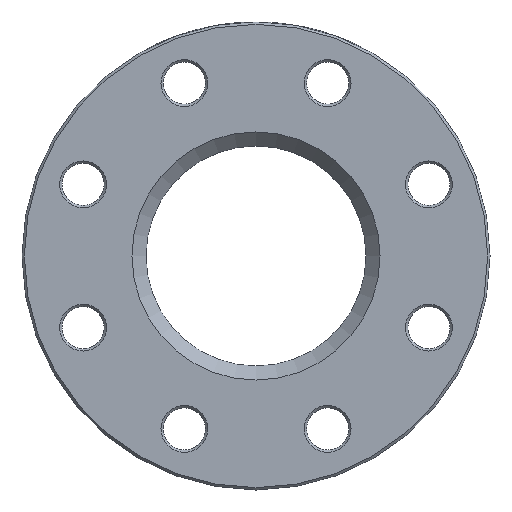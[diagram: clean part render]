
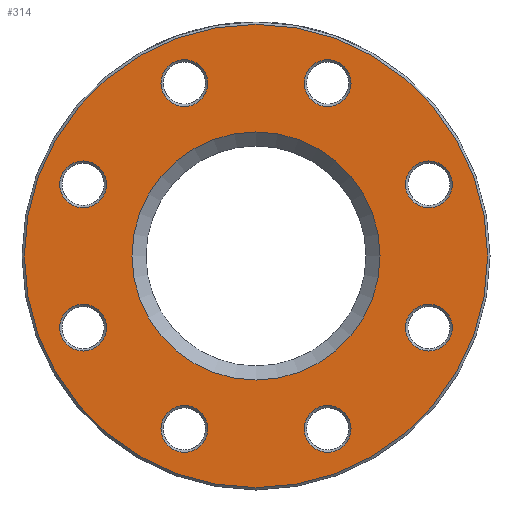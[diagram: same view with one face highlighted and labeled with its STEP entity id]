
A CAD part, left-side view. The second image highlights one B-rep face of the part: STEP entity #314.
In plain terms, the highlighted planar face has unit normal (-1, 0, 0).
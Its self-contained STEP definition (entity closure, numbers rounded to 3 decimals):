
#3 = FACE_BOUND ( 'NONE', #3464, .T. ) ;
#25 = VERTEX_POINT ( 'NONE', #4366 ) ;
#101 = PLANE ( 'NONE',  #5276 ) ;
#123 = CARTESIAN_POINT ( 'NONE',  ( 0., 73.91, 30.615 ) ) ;
#171 = AXIS2_PLACEMENT_3D ( 'NONE', #4624, #1205, #4203 ) ;
#223 = DIRECTION ( 'NONE',  ( 0., 0., -1. ) ) ;
#314 = ADVANCED_FACE ( 'NONE', ( #1466, #5838, #2421, #4348, #3393, #1946, #3, #5805, #2923, #1593 ), #101, .F. ) ;
#327 = AXIS2_PLACEMENT_3D ( 'NONE', #6016, #1679, #223 ) ;
#409 = DIRECTION ( 'NONE',  ( 0., 0., -1. ) ) ;
#477 = CARTESIAN_POINT ( 'NONE',  ( 0., 30.615, -83.91 ) ) ;
#509 = EDGE_CURVE ( 'NONE', #1806, #1806, #3972, .T. ) ;
#523 = EDGE_LOOP ( 'NONE', ( #5438 ) ) ;
#536 = CARTESIAN_POINT ( 'NONE',  ( 0., 30.615, 73.91 ) ) ;
#575 = VERTEX_POINT ( 'NONE', #477 ) ;
#627 = EDGE_LOOP ( 'NONE', ( #5089 ) ) ;
#630 = CIRCLE ( 'NONE', #4976, 10. ) ;
#632 = EDGE_CURVE ( 'NONE', #3730, #3730, #3868, .T. ) ;
#635 = DIRECTION ( 'NONE',  ( 1., 0., 0. ) ) ;
#723 = ORIENTED_EDGE ( 'NONE', *, *, #6073, .T. ) ;
#737 = CIRCLE ( 'NONE', #327, 53. ) ;
#826 = CARTESIAN_POINT ( 'NONE',  ( 0., 0., 0. ) ) ;
#904 = DIRECTION ( 'NONE',  ( 0., 0., -1. ) ) ;
#948 = VERTEX_POINT ( 'NONE', #3959 ) ;
#963 = CIRCLE ( 'NONE', #1780, 10. ) ;
#1042 = VERTEX_POINT ( 'NONE', #1999 ) ;
#1047 = CARTESIAN_POINT ( 'NONE',  ( 0., 47., 0. ) ) ;
#1090 = EDGE_CURVE ( 'NONE', #2343, #2343, #4374, .T. ) ;
#1094 = ORIENTED_EDGE ( 'NONE', *, *, #2330, .T. ) ;
#1205 = DIRECTION ( 'NONE',  ( 1., 0., 0. ) ) ;
#1310 = CARTESIAN_POINT ( 'NONE',  ( 0., 73.91, -30.615 ) ) ;
#1466 = FACE_BOUND ( 'NONE', #4229, .T. ) ;
#1593 = FACE_BOUND ( 'NONE', #2460, .T. ) ;
#1679 = DIRECTION ( 'NONE',  ( 1., 0., 0. ) ) ;
#1761 = DIRECTION ( 'NONE',  ( 0., 0., -1. ) ) ;
#1780 = AXIS2_PLACEMENT_3D ( 'NONE', #4968, #635, #2567 ) ;
#1806 = VERTEX_POINT ( 'NONE', #4151 ) ;
#1897 = VERTEX_POINT ( 'NONE', #5757 ) ;
#1928 = CARTESIAN_POINT ( 'NONE',  ( 0., 73.91, 20.615 ) ) ;
#1946 = FACE_BOUND ( 'NONE', #3156, .T. ) ;
#1999 = CARTESIAN_POINT ( 'NONE',  ( 0., 0., -99. ) ) ;
#2025 = CIRCLE ( 'NONE', #5754, 10. ) ;
#2128 = DIRECTION ( 'NONE',  ( 1., 0., 0. ) ) ;
#2179 = ORIENTED_EDGE ( 'NONE', *, *, #632, .T. ) ;
#2330 = EDGE_CURVE ( 'NONE', #25, #25, #737, .T. ) ;
#2343 = VERTEX_POINT ( 'NONE', #6202 ) ;
#2355 = AXIS2_PLACEMENT_3D ( 'NONE', #5870, #4891, #3425 ) ;
#2377 = CARTESIAN_POINT ( 'NONE',  ( 0., -30.615, -83.91 ) ) ;
#2399 = EDGE_CURVE ( 'NONE', #1042, #1042, #5086, .T. ) ;
#2421 = FACE_BOUND ( 'NONE', #2501, .T. ) ;
#2460 = EDGE_LOOP ( 'NONE', ( #723 ) ) ;
#2501 = EDGE_LOOP ( 'NONE', ( #4228 ) ) ;
#2567 = DIRECTION ( 'NONE',  ( 0., 0., -1. ) ) ;
#2591 = EDGE_LOOP ( 'NONE', ( #4455 ) ) ;
#2662 = AXIS2_PLACEMENT_3D ( 'NONE', #536, #4837, #409 ) ;
#2782 = EDGE_CURVE ( 'NONE', #575, #575, #3385, .T. ) ;
#2866 = EDGE_CURVE ( 'NONE', #5285, #5285, #963, .T. ) ;
#2923 = FACE_BOUND ( 'NONE', #627, .T. ) ;
#3017 = DIRECTION ( 'NONE',  ( 1., 0., 0. ) ) ;
#3096 = EDGE_LOOP ( 'NONE', ( #3910 ) ) ;
#3156 = EDGE_LOOP ( 'NONE', ( #3608 ) ) ;
#3385 = CIRCLE ( 'NONE', #171, 10. ) ;
#3393 = FACE_BOUND ( 'NONE', #523, .T. ) ;
#3396 = EDGE_LOOP ( 'NONE', ( #2179 ) ) ;
#3425 = DIRECTION ( 'NONE',  ( 0., 0., -1. ) ) ;
#3459 = AXIS2_PLACEMENT_3D ( 'NONE', #826, #3677, #5576 ) ;
#3464 = EDGE_LOOP ( 'NONE', ( #3662 ) ) ;
#3474 = DIRECTION ( 'NONE',  ( 0., 0., -1. ) ) ;
#3608 = ORIENTED_EDGE ( 'NONE', *, *, #1090, .T. ) ;
#3662 = ORIENTED_EDGE ( 'NONE', *, *, #2866, .T. ) ;
#3677 = DIRECTION ( 'NONE',  ( -1., 0., 0. ) ) ;
#3730 = VERTEX_POINT ( 'NONE', #5660 ) ;
#3868 = CIRCLE ( 'NONE', #4785, 10. ) ;
#3910 = ORIENTED_EDGE ( 'NONE', *, *, #2399, .T. ) ;
#3959 = CARTESIAN_POINT ( 'NONE',  ( 0., 73.91, -40.615 ) ) ;
#3972 = CIRCLE ( 'NONE', #2662, 10. ) ;
#4072 = EDGE_CURVE ( 'NONE', #948, #948, #630, .T. ) ;
#4151 = CARTESIAN_POINT ( 'NONE',  ( 0., 30.615, 63.91 ) ) ;
#4203 = DIRECTION ( 'NONE',  ( 0., 0., -1. ) ) ;
#4228 = ORIENTED_EDGE ( 'NONE', *, *, #509, .T. ) ;
#4229 = EDGE_LOOP ( 'NONE', ( #1094 ) ) ;
#4230 = DIRECTION ( 'NONE',  ( 1., 0., 0. ) ) ;
#4332 = VERTEX_POINT ( 'NONE', #1928 ) ;
#4348 = FACE_BOUND ( 'NONE', #3396, .T. ) ;
#4366 = CARTESIAN_POINT ( 'NONE',  ( 0., 0., -53. ) ) ;
#4374 = CIRCLE ( 'NONE', #2355, 10. ) ;
#4455 = ORIENTED_EDGE ( 'NONE', *, *, #2782, .T. ) ;
#4470 = CIRCLE ( 'NONE', #6176, 10. ) ;
#4554 = DIRECTION ( 'NONE',  ( 0., 0., -1. ) ) ;
#4624 = CARTESIAN_POINT ( 'NONE',  ( 0., 30.615, -73.91 ) ) ;
#4664 = DIRECTION ( 'NONE',  ( 1., 0., 0. ) ) ;
#4785 = AXIS2_PLACEMENT_3D ( 'NONE', #5137, #4664, #4554 ) ;
#4837 = DIRECTION ( 'NONE',  ( 1., 0., 0. ) ) ;
#4891 = DIRECTION ( 'NONE',  ( 1., 0., 0. ) ) ;
#4968 = CARTESIAN_POINT ( 'NONE',  ( 0., -30.615, -73.91 ) ) ;
#4976 = AXIS2_PLACEMENT_3D ( 'NONE', #1310, #4230, #904 ) ;
#5086 = CIRCLE ( 'NONE', #3459, 99. ) ;
#5089 = ORIENTED_EDGE ( 'NONE', *, *, #4072, .T. ) ;
#5112 = CARTESIAN_POINT ( 'NONE',  ( 0., -73.91, 30.615 ) ) ;
#5137 = CARTESIAN_POINT ( 'NONE',  ( 0., -30.615, 73.91 ) ) ;
#5185 = EDGE_CURVE ( 'NONE', #1897, #1897, #2025, .T. ) ;
#5276 = AXIS2_PLACEMENT_3D ( 'NONE', #1047, #3017, #5454 ) ;
#5285 = VERTEX_POINT ( 'NONE', #2377 ) ;
#5438 = ORIENTED_EDGE ( 'NONE', *, *, #5185, .T. ) ;
#5454 = DIRECTION ( 'NONE',  ( 0., 0., -1. ) ) ;
#5576 = DIRECTION ( 'NONE',  ( 0., 0., -1. ) ) ;
#5640 = DIRECTION ( 'NONE',  ( 1., 0., 0. ) ) ;
#5660 = CARTESIAN_POINT ( 'NONE',  ( 0., -30.615, 63.91 ) ) ;
#5754 = AXIS2_PLACEMENT_3D ( 'NONE', #5112, #5640, #1761 ) ;
#5757 = CARTESIAN_POINT ( 'NONE',  ( 0., -73.91, 20.615 ) ) ;
#5805 = FACE_BOUND ( 'NONE', #2591, .T. ) ;
#5838 = FACE_OUTER_BOUND ( 'NONE', #3096, .T. ) ;
#5870 = CARTESIAN_POINT ( 'NONE',  ( 0., -73.91, -30.615 ) ) ;
#6016 = CARTESIAN_POINT ( 'NONE',  ( 0., 0., 0. ) ) ;
#6073 = EDGE_CURVE ( 'NONE', #4332, #4332, #4470, .T. ) ;
#6176 = AXIS2_PLACEMENT_3D ( 'NONE', #123, #2128, #3474 ) ;
#6202 = CARTESIAN_POINT ( 'NONE',  ( 0., -73.91, -40.615 ) ) ;
